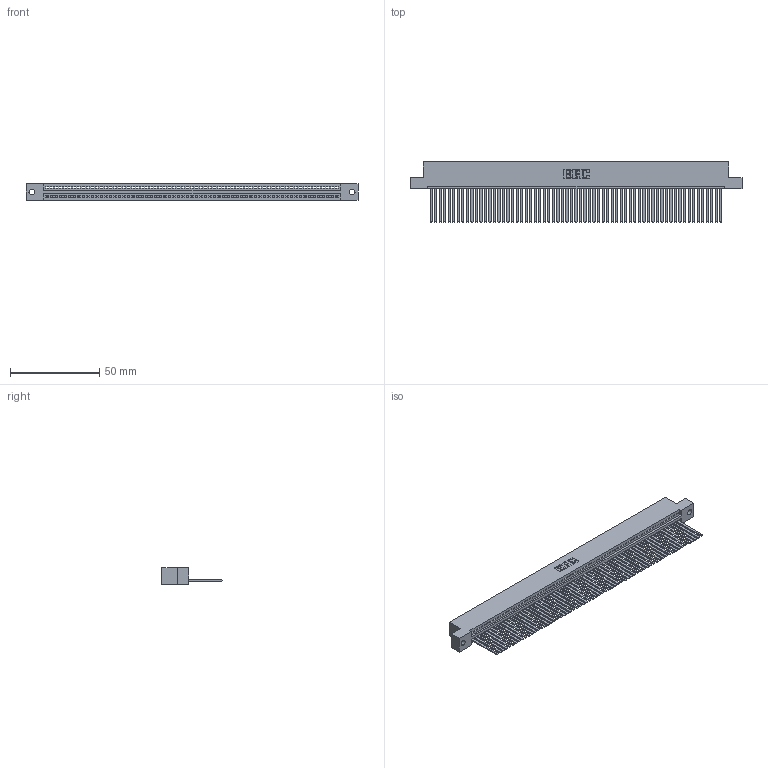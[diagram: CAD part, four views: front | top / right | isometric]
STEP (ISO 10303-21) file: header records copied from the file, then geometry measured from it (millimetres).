
FILE_DESCRIPTION (( 'STEP AP203' ), '1' );
FILE_NAME ('395-065-544-102.STEP', '2019-10-25T06:11:08', ( '' ), ( '' ), 'SwSTEP 2.0', 'SolidWorks 2016', '' );
FILE_SCHEMA (( 'CONFIG_CONTROL_DESIGN' ));
Length unit declared in the file: inch
Products named in the file (3): 345-292-001_345-293-144; 395-065-544-102; 345 Part_Flush Mounting Lugs - 0.128 Dia
Assembly tree (66 placements, depth 2):
  395-065-544-102
    345 Part_Flush Mounting Lugs - 0.128 Dia
    345-292-001_345-293-144  x65
Bounding box: 186.31 x 33.96 x 9.4 mm (x, y, z)
Volume: 18600.3 mm3; surface area: 27019.2 mm2
Topology: 66 solids, 66 shells, 3506 faces, 10611 edges, 6986 vertices
Faces by surface type: plane 2420, cylinder 1086
Entity records: 45643 total; most frequent: CARTESIAN_POINT 7911, ORIENTED_EDGE 7910, DIRECTION 6873, EDGE_CURVE 3955, VECTOR 3567, LINE 3567, VERTEX_POINT 2634, AXIS2_PLACEMENT_3D 1653
